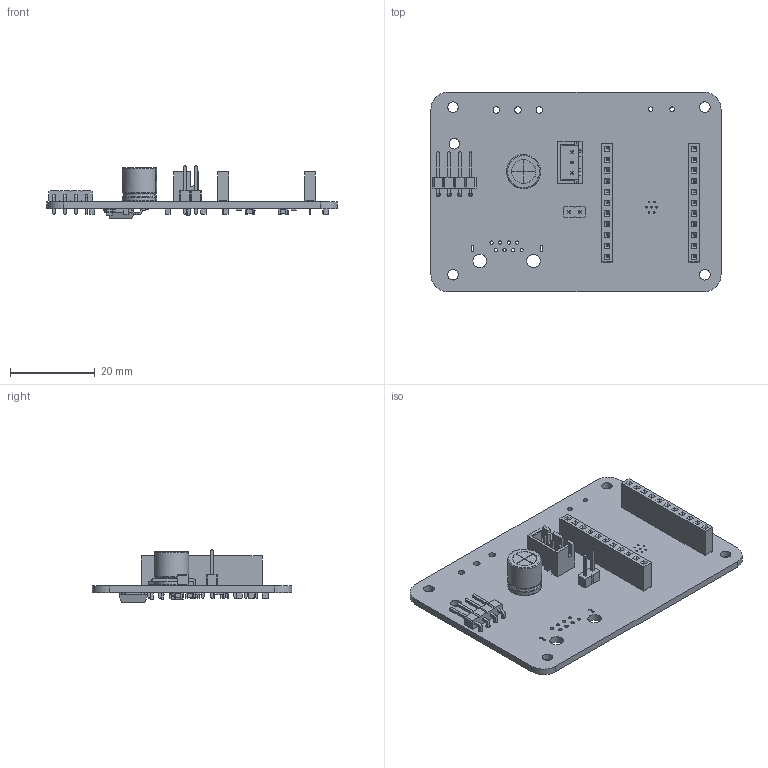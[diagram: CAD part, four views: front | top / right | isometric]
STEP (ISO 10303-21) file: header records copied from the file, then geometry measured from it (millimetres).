
FILE_DESCRIPTION(('KiCad electronic assembly'),'2;1');
FILE_NAME('SimpleBuildSoundsAmp.step','2021-07-19T19:41:42',('An Author' ),('A Company'),'Open CASCADE STEP processor 6.9', 'KiCad to STEP converter','Unknown');
FILE_SCHEMA(('AUTOMOTIVE_DESIGN { 1 0 10303 214 1 1 1 1 }'));
Length unit declared in the file: millimetre
Products named in the file (22): Open CASCADE STEP translator 6.9 1; PinHeader_1x04_P2.54mm_Horizontal; SOLID; PinSocket_1x11_P2.54mm_Vertical; PinHeader_1x02_P2.54mm_Vertical; C_0805_2012Metric; CP_Radial_D8.0mm_P3.50mm; L_0805_2012Metric; TO-252-2; R_0805_2012Metric; SOT-23-5; JST_XH_B3B-XH-A_1x03_P2.50mm_Vertical; COMPOUND
Assembly tree (41 placements, depth 3):
  Open CASCADE STEP translator 6.9 1
    PinHeader_1x04_P2.54mm_Horizontal
      SOLID
    PinSocket_1x11_P2.54mm_Vertical  x2
      SOLID
    PinHeader_1x02_P2.54mm_Vertical
      SOLID
    C_0805_2012Metric  x13
      SOLID
    CP_Radial_D8.0mm_P3.50mm
      SOLID
    L_0805_2012Metric  x3
      SOLID
    TO-252-2
      SOLID
    R_0805_2012Metric  x6
      SOLID
    SOT-23-5
      SOLID
    JST_XH_B3B-XH-A_1x03_P2.50mm_Vertical
      SOLID
    COMPOUND
Bounding box: 68.45 x 47.05 x 12.56 mm (x, y, z)
Volume: 6802 mm3; surface area: 10242 mm2
Topology: 31 solids, 32 shells, 1908 faces, 4932 edges, 3211 vertices
Faces by surface type: plane 1499, cylinder 364, bspline 37, revolution 6, torus 2
Full cylindrical faces by diameter (mm): 0.4 x7, 0.5 x2, 0.76 x8, 0.8 x2, 0.95 x3, 1 x29, 1.067 x2, 1.52 x3, 2.5 x5, 3.2 x2
Entity records: 75195 total; most frequent: CARTESIAN_POINT 13381, DIRECTION 10197, LINE 7196, VECTOR 7196, ORIENTED_EDGE 5360, PCURVE 5360, DEFINITIONAL_REPRESENTATION 5360, EDGE_CURVE 2680
